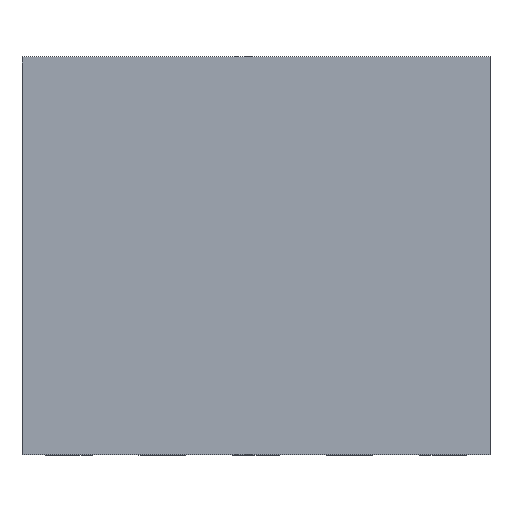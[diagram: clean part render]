
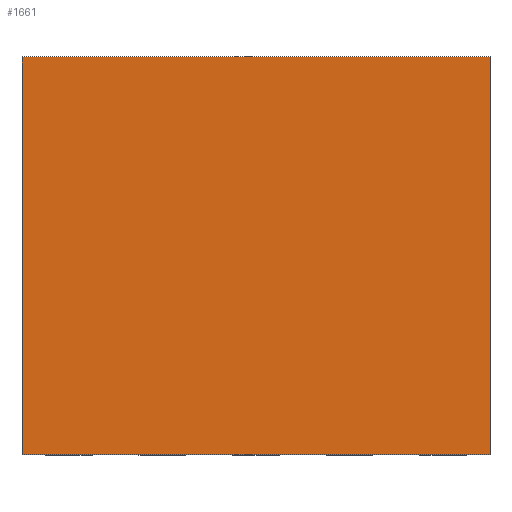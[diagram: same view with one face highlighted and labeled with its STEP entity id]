
A CAD part, top view. The second image highlights one B-rep face of the part: STEP entity #1661.
In plain terms, the highlighted face is planar.
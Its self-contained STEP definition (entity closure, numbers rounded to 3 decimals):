
#708=DIRECTION('',(0.,0.,1.));
#709=VECTOR('',#708,2.);
#710=CARTESIAN_POINT('',(-0.85,0.5,-1.));
#711=LINE('',#710,#709);
#715=DIRECTION('',(-1.,0.,0.));
#716=VECTOR('',#715,1.7);
#717=CARTESIAN_POINT('',(0.85,0.5,-1.));
#718=LINE('',#717,#716);
#722=DIRECTION('',(0.,0.,-1.));
#723=VECTOR('',#722,2.);
#724=CARTESIAN_POINT('',(0.85,0.5,1.));
#725=LINE('',#724,#723);
#729=DIRECTION('',(1.,0.,0.));
#730=VECTOR('',#729,1.7);
#731=CARTESIAN_POINT('',(-0.85,0.5,1.));
#732=LINE('',#731,#730);
#1163=CARTESIAN_POINT('',(-0.85,0.5,-1.));
#1164=CARTESIAN_POINT('',(-0.85,0.5,1.));
#1165=VERTEX_POINT('',#1163);
#1166=VERTEX_POINT('',#1164);
#1167=CARTESIAN_POINT('',(0.85,0.5,1.));
#1168=VERTEX_POINT('',#1167);
#1169=CARTESIAN_POINT('',(0.85,0.5,-1.));
#1170=VERTEX_POINT('',#1169);
#1650=CARTESIAN_POINT('',(0.,0.5,0.));
#1651=DIRECTION('',(0.,1.,0.));
#1652=DIRECTION('',(1.,0.,0.));
#1653=AXIS2_PLACEMENT_3D('',#1650,#1651,#1652);
#1654=PLANE('',#1653);
#1655=ORIENTED_EDGE('',*,*,#1511,.F.);
#1656=ORIENTED_EDGE('',*,*,#1561,.F.);
#1657=ORIENTED_EDGE('',*,*,#1589,.F.);
#1658=ORIENTED_EDGE('',*,*,#1637,.F.);
#1659=EDGE_LOOP('',(#1655,#1656,#1657,#1658));
#1660=FACE_OUTER_BOUND('',#1659,.F.);
#1511=EDGE_CURVE('',#1165,#1166,#711,.T.);
#1561=EDGE_CURVE('',#1170,#1165,#718,.T.);
#1589=EDGE_CURVE('',#1168,#1170,#725,.T.);
#1637=EDGE_CURVE('',#1166,#1168,#732,.T.);
#1661=ADVANCED_FACE('',(#1660),#1654,.T.);
